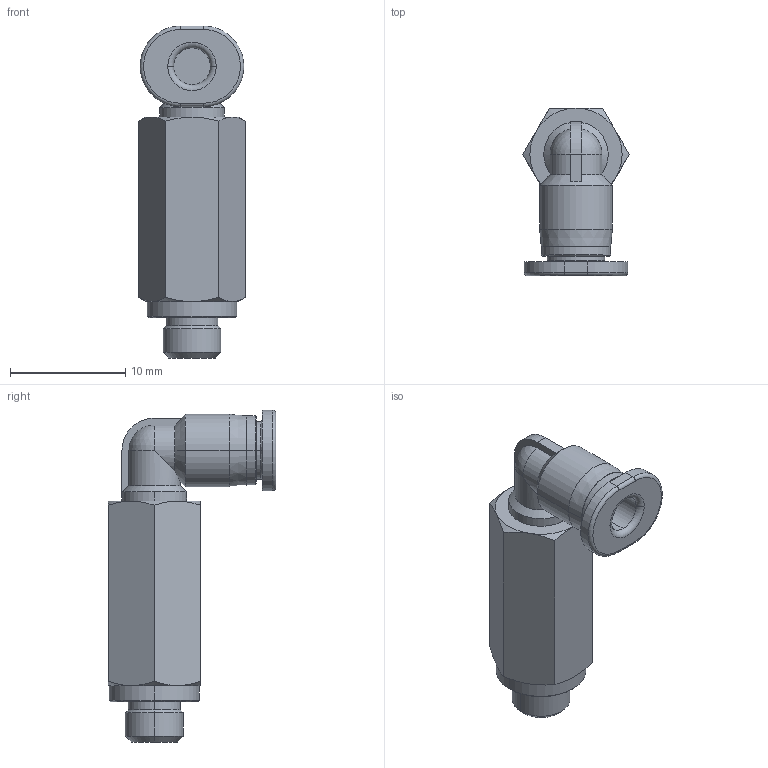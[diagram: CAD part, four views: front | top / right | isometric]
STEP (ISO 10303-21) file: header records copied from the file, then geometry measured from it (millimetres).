
FILE_DESCRIPTION((''),'2;1');
FILE_NAME('PLL03M5C-mdt.stp','2017-07-24T14:48:29',(''),(''),'Mechanical Desktop 2009','Mechanical Desktop 2009',', , ');
FILE_SCHEMA(('CONFIG_CONTROL_DESIGN'));
Length unit declared in the file: millimetre
Products named in the file (6): PLL03M5C-MDTA; PLL03M5C-MDT; COLLAR-L03C; LM5C; M3C-S; NLM3C-S
Assembly tree (7 placements, depth 2):
  PLL03M5C-MDTA
    PLL03M5C-MDT
    COLLAR-L03C  x3
    LM5C
    M3C-S
    NLM3C-S
Bounding box: 9.24 x 14.55 x 28.8 mm (x, y, z)
Volume: 1321.9 mm3; surface area: 1088.4 mm2
Topology: 1 solids, 1 shells, 85 faces, 188 edges, 113 vertices
Faces by surface type: cylinder 26, cone 25, plane 24, bspline 4, torus 4, sphere 2
Entity records: 2675 total; most frequent: CARTESIAN_POINT 649, DIRECTION 434, ORIENTED_EDGE 376, EDGE_CURVE 188, AXIS2_PLACEMENT_3D 187, VERTEX_POINT 113, CIRCLE 96, EDGE_LOOP 93
